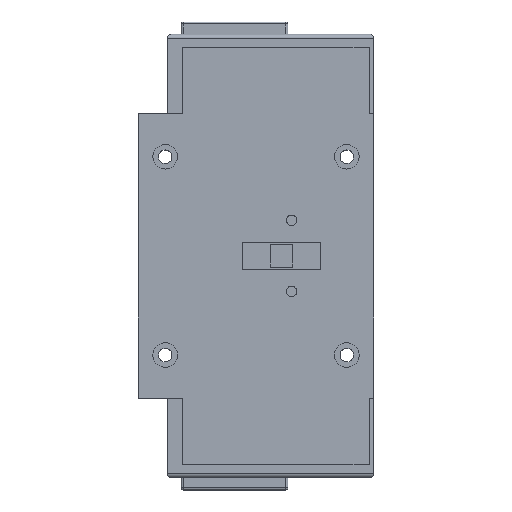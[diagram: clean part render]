
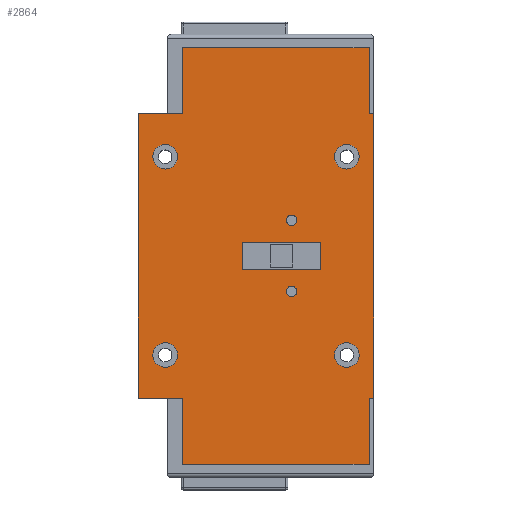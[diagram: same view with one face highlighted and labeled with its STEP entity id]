
A CAD part, top view. The second image highlights one B-rep face of the part: STEP entity #2864.
In plain terms, the highlighted planar face has unit normal (0, 0, 1).
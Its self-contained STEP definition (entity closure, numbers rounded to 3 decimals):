
#205=CARTESIAN_POINT('',(-24.25,26.5,15.));
#206=DIRECTION('',(0.,0.,1.));
#207=DIRECTION('',(1.,0.,0.));
#208=AXIS2_PLACEMENT_3D('',#205,#206,#207);
#210=CARTESIAN_POINT('',(-24.25,26.5,15.));
#211=DIRECTION('',(0.,0.,1.));
#212=DIRECTION('',(-1.,0.,0.));
#213=AXIS2_PLACEMENT_3D('',#210,#211,#212);
#215=CARTESIAN_POINT('',(24.25,26.5,15.));
#216=DIRECTION('',(0.,0.,1.));
#217=DIRECTION('',(1.,0.,0.));
#218=AXIS2_PLACEMENT_3D('',#215,#216,#217);
#220=CARTESIAN_POINT('',(24.25,26.5,15.));
#221=DIRECTION('',(0.,0.,1.));
#222=DIRECTION('',(-1.,0.,0.));
#223=AXIS2_PLACEMENT_3D('',#220,#221,#222);
#225=CARTESIAN_POINT('',(9.5,9.5,15.));
#226=DIRECTION('',(0.,0.,1.));
#227=DIRECTION('',(1.,0.,0.));
#228=AXIS2_PLACEMENT_3D('',#225,#226,#227);
#230=CARTESIAN_POINT('',(9.5,9.5,15.));
#231=DIRECTION('',(0.,0.,1.));
#232=DIRECTION('',(-1.,0.,0.));
#233=AXIS2_PLACEMENT_3D('',#230,#231,#232);
#235=DIRECTION('',(0.,-1.,0.));
#236=VECTOR('',#235,76.);
#237=CARTESIAN_POINT('',(-31.5,38.,15.));
#238=LINE('',#237,#236);
#239=DIRECTION('',(0.,1.,0.));
#240=VECTOR('',#239,17.6);
#241=CARTESIAN_POINT('',(-19.6,38.,15.));
#242=LINE('',#241,#240);
#243=DIRECTION('',(1.,0.,0.));
#244=VECTOR('',#243,49.8);
#245=CARTESIAN_POINT('',(-19.6,55.6,15.));
#246=LINE('',#245,#244);
#247=DIRECTION('',(0.,-1.,0.));
#248=VECTOR('',#247,17.6);
#249=CARTESIAN_POINT('',(30.2,55.6,15.));
#250=LINE('',#249,#248);
#251=DIRECTION('',(-1.,0.,0.));
#252=VECTOR('',#251,1.3);
#253=CARTESIAN_POINT('',(31.5,38.,15.));
#254=LINE('',#253,#252);
#255=DIRECTION('',(0.,1.,0.));
#256=VECTOR('',#255,76.);
#257=CARTESIAN_POINT('',(31.5,-38.,15.));
#258=LINE('',#257,#256);
#259=DIRECTION('',(-1.,0.,0.));
#260=VECTOR('',#259,1.3);
#261=CARTESIAN_POINT('',(31.5,-38.,15.));
#262=LINE('',#261,#260);
#263=DIRECTION('',(0.,1.,0.));
#264=VECTOR('',#263,17.6);
#265=CARTESIAN_POINT('',(30.2,-55.6,15.));
#266=LINE('',#265,#264);
#267=DIRECTION('',(1.,0.,0.));
#268=VECTOR('',#267,49.8);
#269=CARTESIAN_POINT('',(-19.6,-55.6,15.));
#270=LINE('',#269,#268);
#271=DIRECTION('',(0.,-1.,0.));
#272=VECTOR('',#271,17.6);
#273=CARTESIAN_POINT('',(-19.6,-38.,15.));
#274=LINE('',#273,#272);
#275=CARTESIAN_POINT('',(-24.25,-26.5,15.));
#276=DIRECTION('',(0.,0.,-1.));
#277=DIRECTION('',(1.,0.,0.));
#278=AXIS2_PLACEMENT_3D('',#275,#276,#277);
#280=CARTESIAN_POINT('',(-24.25,-26.5,15.));
#281=DIRECTION('',(0.,0.,-1.));
#282=DIRECTION('',(-1.,0.,0.));
#283=AXIS2_PLACEMENT_3D('',#280,#281,#282);
#285=CARTESIAN_POINT('',(24.25,-26.5,15.));
#286=DIRECTION('',(0.,0.,-1.));
#287=DIRECTION('',(1.,0.,0.));
#288=AXIS2_PLACEMENT_3D('',#285,#286,#287);
#290=CARTESIAN_POINT('',(24.25,-26.5,15.));
#291=DIRECTION('',(0.,0.,-1.));
#292=DIRECTION('',(-1.,0.,0.));
#293=AXIS2_PLACEMENT_3D('',#290,#291,#292);
#295=CARTESIAN_POINT('',(9.5,-9.5,15.));
#296=DIRECTION('',(0.,0.,-1.));
#297=DIRECTION('',(1.,0.,0.));
#298=AXIS2_PLACEMENT_3D('',#295,#296,#297);
#300=CARTESIAN_POINT('',(9.5,-9.5,15.));
#301=DIRECTION('',(0.,0.,-1.));
#302=DIRECTION('',(-1.,0.,0.));
#303=AXIS2_PLACEMENT_3D('',#300,#301,#302);
#305=DIRECTION('',(0.,-1.,0.));
#306=VECTOR('',#305,7.3);
#307=CARTESIAN_POINT('',(-3.7,3.65,15.));
#308=LINE('',#307,#306);
#309=DIRECTION('',(0.,1.,0.));
#310=VECTOR('',#309,7.3);
#311=CARTESIAN_POINT('',(17.3,-3.65,15.));
#312=LINE('',#311,#310);
#359=DIRECTION('',(1.,0.,0.));
#360=VECTOR('',#359,11.9);
#361=CARTESIAN_POINT('',(-31.5,-38.,15.));
#362=LINE('',#361,#360);
#495=DIRECTION('',(-1.,0.,0.));
#496=VECTOR('',#495,11.9);
#497=CARTESIAN_POINT('',(-19.6,38.,15.));
#498=LINE('',#497,#496);
#1809=DIRECTION('',(1.,0.,0.));
#1810=VECTOR('',#1809,21.);
#1811=CARTESIAN_POINT('',(-3.7,3.65,15.));
#1812=LINE('',#1811,#1810);
#1849=DIRECTION('',(-1.,0.,0.));
#1850=VECTOR('',#1849,21.);
#1851=CARTESIAN_POINT('',(17.3,-3.65,15.));
#1852=LINE('',#1851,#1850);
#1985=CARTESIAN_POINT('',(-19.6,38.,15.));
#1986=CARTESIAN_POINT('',(-19.6,55.6,15.));
#1987=VERTEX_POINT('',#1985);
#1988=VERTEX_POINT('',#1986);
#1989=CARTESIAN_POINT('',(30.2,55.6,15.));
#1990=VERTEX_POINT('',#1989);
#1991=CARTESIAN_POINT('',(30.2,38.,15.));
#1992=VERTEX_POINT('',#1991);
#1993=CARTESIAN_POINT('',(31.5,38.,15.));
#1994=VERTEX_POINT('',#1993);
#1999=CARTESIAN_POINT('',(-31.5,38.,15.));
#2000=VERTEX_POINT('',#1999);
#2127=CARTESIAN_POINT('',(-20.95,26.5,15.));
#2128=CARTESIAN_POINT('',(-27.55,26.5,15.));
#2129=VERTEX_POINT('',#2127);
#2130=VERTEX_POINT('',#2128);
#2131=CARTESIAN_POINT('',(27.55,26.5,15.));
#2132=CARTESIAN_POINT('',(20.95,26.5,15.));
#2133=VERTEX_POINT('',#2131);
#2134=VERTEX_POINT('',#2132);
#2155=CARTESIAN_POINT('',(10.9,9.5,15.));
#2156=CARTESIAN_POINT('',(8.1,9.5,15.));
#2157=VERTEX_POINT('',#2155);
#2158=VERTEX_POINT('',#2156);
#2171=CARTESIAN_POINT('',(-19.6,-38.,15.));
#2172=VERTEX_POINT('',#2171);
#2173=CARTESIAN_POINT('',(-19.6,-55.6,15.));
#2174=VERTEX_POINT('',#2173);
#2175=CARTESIAN_POINT('',(30.2,-55.6,15.));
#2176=VERTEX_POINT('',#2175);
#2177=CARTESIAN_POINT('',(30.2,-38.,15.));
#2178=VERTEX_POINT('',#2177);
#2297=CARTESIAN_POINT('',(-20.95,-26.5,15.));
#2298=VERTEX_POINT('',#2297);
#2299=CARTESIAN_POINT('',(-27.55,-26.5,15.));
#2300=VERTEX_POINT('',#2299);
#2301=CARTESIAN_POINT('',(27.55,-26.5,15.));
#2302=VERTEX_POINT('',#2301);
#2303=CARTESIAN_POINT('',(20.95,-26.5,15.));
#2304=VERTEX_POINT('',#2303);
#2325=CARTESIAN_POINT('',(10.9,-9.5,15.));
#2326=VERTEX_POINT('',#2325);
#2327=CARTESIAN_POINT('',(8.1,-9.5,15.));
#2328=VERTEX_POINT('',#2327);
#2329=CARTESIAN_POINT('',(-31.5,-38.,15.));
#2330=VERTEX_POINT('',#2329);
#2333=CARTESIAN_POINT('',(31.5,-38.,15.));
#2334=VERTEX_POINT('',#2333);
#2533=CARTESIAN_POINT('',(-3.7,3.65,15.));
#2534=CARTESIAN_POINT('',(-3.7,-3.65,15.));
#2535=VERTEX_POINT('',#2533);
#2536=VERTEX_POINT('',#2534);
#2537=CARTESIAN_POINT('',(17.3,-3.65,15.));
#2538=CARTESIAN_POINT('',(17.3,3.65,15.));
#2539=VERTEX_POINT('',#2537);
#2540=VERTEX_POINT('',#2538);
#2788=CARTESIAN_POINT('',(0.,0.,15.));
#2789=DIRECTION('',(0.,0.,1.));
#2790=DIRECTION('',(1.,0.,0.));
#2791=AXIS2_PLACEMENT_3D('',#2788,#2789,#2790);
#2792=PLANE('',#2791);
#2794=ORIENTED_EDGE('',*,*,#2793,.F.);
#2796=ORIENTED_EDGE('',*,*,#2795,.F.);
#2798=ORIENTED_EDGE('',*,*,#2797,.F.);
#2800=ORIENTED_EDGE('',*,*,#2799,.T.);
#2802=ORIENTED_EDGE('',*,*,#2801,.T.);
#2804=ORIENTED_EDGE('',*,*,#2803,.T.);
#2806=ORIENTED_EDGE('',*,*,#2805,.F.);
#2808=ORIENTED_EDGE('',*,*,#2807,.F.);
#2810=ORIENTED_EDGE('',*,*,#2809,.T.);
#2812=ORIENTED_EDGE('',*,*,#2811,.F.);
#2814=ORIENTED_EDGE('',*,*,#2813,.F.);
#2816=ORIENTED_EDGE('',*,*,#2815,.F.);
#2817=EDGE_LOOP('',(#2794,#2796,#2798,#2800,#2802,#2804,#2806,#2808,#2810,#2812,
#2814,#2816));
#2818=FACE_OUTER_BOUND('',#2817,.F.);
#2820=ORIENTED_EDGE('',*,*,#2819,.T.);
#2822=ORIENTED_EDGE('',*,*,#2821,.T.);
#2823=EDGE_LOOP('',(#2820,#2822));
#2824=FACE_BOUND('',#2823,.F.);
#2826=ORIENTED_EDGE('',*,*,#2825,.T.);
#2828=ORIENTED_EDGE('',*,*,#2827,.T.);
#2829=EDGE_LOOP('',(#2826,#2828));
#2830=FACE_BOUND('',#2829,.F.);
#2831=ORIENTED_EDGE('',*,*,#2778,.T.);
#2833=ORIENTED_EDGE('',*,*,#2832,.T.);
#2834=EDGE_LOOP('',(#2831,#2833));
#2835=FACE_BOUND('',#2834,.F.);
#2837=ORIENTED_EDGE('',*,*,#2836,.F.);
#2839=ORIENTED_EDGE('',*,*,#2838,.F.);
#2840=EDGE_LOOP('',(#2837,#2839));
#2841=FACE_BOUND('',#2840,.F.);
#2843=ORIENTED_EDGE('',*,*,#2842,.F.);
#2845=ORIENTED_EDGE('',*,*,#2844,.F.);
#2846=EDGE_LOOP('',(#2843,#2845));
#2847=FACE_BOUND('',#2846,.F.);
#2849=ORIENTED_EDGE('',*,*,#2848,.F.);
#2851=ORIENTED_EDGE('',*,*,#2850,.F.);
#2852=EDGE_LOOP('',(#2849,#2851));
#2853=FACE_BOUND('',#2852,.F.);
#2855=ORIENTED_EDGE('',*,*,#2854,.T.);
#2857=ORIENTED_EDGE('',*,*,#2856,.F.);
#2859=ORIENTED_EDGE('',*,*,#2858,.T.);
#2861=ORIENTED_EDGE('',*,*,#2860,.F.);
#2862=EDGE_LOOP('',(#2855,#2857,#2859,#2861));
#2863=FACE_BOUND('',#2862,.F.);
#2864=ADVANCED_FACE('',(#2818,#2824,#2830,#2835,#2841,#2847,#2853,#2863),#2792,
.T.);
#209=CIRCLE('',#208,3.3);
#214=CIRCLE('',#213,3.3);
#219=CIRCLE('',#218,3.3);
#224=CIRCLE('',#223,3.3);
#229=CIRCLE('',#228,1.4);
#234=CIRCLE('',#233,1.4);
#279=CIRCLE('',#278,3.3);
#284=CIRCLE('',#283,3.3);
#289=CIRCLE('',#288,3.3);
#294=CIRCLE('',#293,3.3);
#299=CIRCLE('',#298,1.4);
#304=CIRCLE('',#303,1.4);
#2778=EDGE_CURVE('',#2129,#2130,#209,.T.);
#2793=EDGE_CURVE('',#2330,#2172,#362,.T.);
#2795=EDGE_CURVE('',#2000,#2330,#238,.T.);
#2797=EDGE_CURVE('',#1987,#2000,#498,.T.);
#2799=EDGE_CURVE('',#1987,#1988,#242,.T.);
#2801=EDGE_CURVE('',#1988,#1990,#246,.T.);
#2803=EDGE_CURVE('',#1990,#1992,#250,.T.);
#2805=EDGE_CURVE('',#1994,#1992,#254,.T.);
#2807=EDGE_CURVE('',#2334,#1994,#258,.T.);
#2809=EDGE_CURVE('',#2334,#2178,#262,.T.);
#2811=EDGE_CURVE('',#2176,#2178,#266,.T.);
#2813=EDGE_CURVE('',#2174,#2176,#270,.T.);
#2815=EDGE_CURVE('',#2172,#2174,#274,.T.);
#2819=EDGE_CURVE('',#2133,#2134,#219,.T.);
#2821=EDGE_CURVE('',#2134,#2133,#224,.T.);
#2825=EDGE_CURVE('',#2157,#2158,#229,.T.);
#2827=EDGE_CURVE('',#2158,#2157,#234,.T.);
#2832=EDGE_CURVE('',#2130,#2129,#214,.T.);
#2836=EDGE_CURVE('',#2298,#2300,#279,.T.);
#2838=EDGE_CURVE('',#2300,#2298,#284,.T.);
#2842=EDGE_CURVE('',#2302,#2304,#289,.T.);
#2844=EDGE_CURVE('',#2304,#2302,#294,.T.);
#2848=EDGE_CURVE('',#2326,#2328,#299,.T.);
#2850=EDGE_CURVE('',#2328,#2326,#304,.T.);
#2854=EDGE_CURVE('',#2535,#2536,#308,.T.);
#2856=EDGE_CURVE('',#2539,#2536,#1852,.T.);
#2858=EDGE_CURVE('',#2539,#2540,#312,.T.);
#2860=EDGE_CURVE('',#2535,#2540,#1812,.T.);
